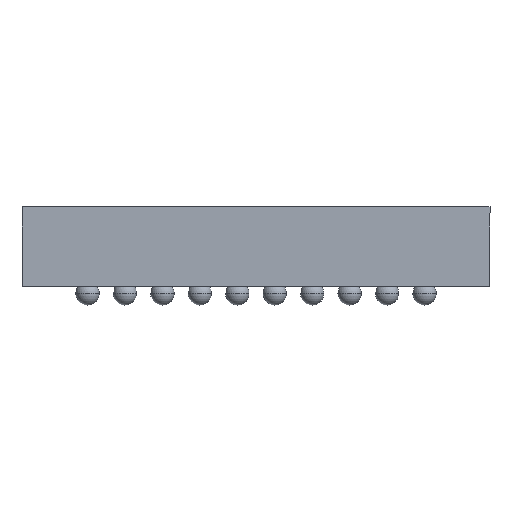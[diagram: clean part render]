
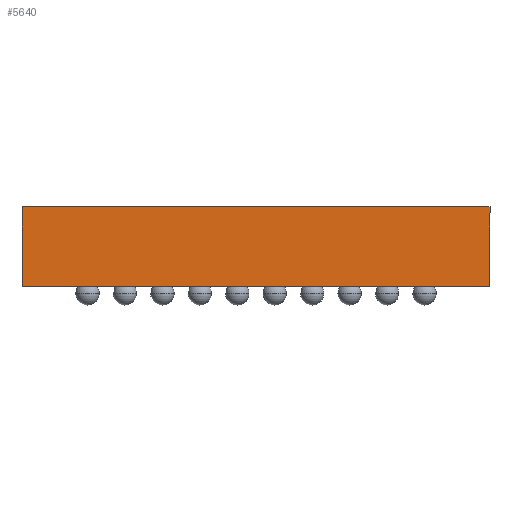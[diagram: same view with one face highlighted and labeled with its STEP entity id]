
A CAD part, left-side view. The second image highlights one B-rep face of the part: STEP entity #5640.
In plain terms, the highlighted planar face has unit normal (-1, 0, 0).
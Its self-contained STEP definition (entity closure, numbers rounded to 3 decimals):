
#116 = DIRECTION ( 'NONE',  ( 0., -1., 0. ) ) ;
#198 = EDGE_CURVE ( 'NONE', #1564, #2117, #2952, .T. ) ;
#267 = CARTESIAN_POINT ( 'NONE',  ( -5., 5., 0. ) ) ;
#449 = EDGE_CURVE ( 'NONE', #1564, #5739, #3616, .T. ) ;
#597 = CARTESIAN_POINT ( 'NONE',  ( -5., -5., 0. ) ) ;
#878 = CARTESIAN_POINT ( 'NONE',  ( -5., 4.4, 1.7 ) ) ;
#879 = VERTEX_POINT ( 'NONE', #267 ) ;
#959 = CARTESIAN_POINT ( 'NONE',  ( -5., -5., 1.7 ) ) ;
#1149 = EDGE_CURVE ( 'NONE', #1748, #879, #9889, .T. ) ;
#1269 = VECTOR ( 'NONE', #7245, 1000. ) ;
#1362 = CARTESIAN_POINT ( 'NONE',  ( -5., 5., 1.7 ) ) ;
#1429 = DIRECTION ( 'NONE',  ( 0., -1., 0. ) ) ;
#1564 = VERTEX_POINT ( 'NONE', #878 ) ;
#1681 = ORIENTED_EDGE ( 'NONE', *, *, #2062, .F. ) ;
#1729 = EDGE_CURVE ( 'NONE', #5739, #5064, #3030, .T. ) ;
#1748 = VERTEX_POINT ( 'NONE', #8984 ) ;
#2062 = EDGE_CURVE ( 'NONE', #1748, #2117, #3013, .T. ) ;
#2117 = VERTEX_POINT ( 'NONE', #10559 ) ;
#2428 = ORIENTED_EDGE ( 'NONE', *, *, #198, .T. ) ;
#2646 = CARTESIAN_POINT ( 'NONE',  ( -5., -5., 1.7 ) ) ;
#2952 = LINE ( 'NONE', #3972, #1269 ) ;
#3013 = LINE ( 'NONE', #1362, #4419 ) ;
#3030 = LINE ( 'NONE', #9964, #6010 ) ;
#3078 = DIRECTION ( 'NONE',  ( 0., -1., 0. ) ) ;
#3138 = DIRECTION ( 'NONE',  ( 0., 0., -1. ) ) ;
#3267 = DIRECTION ( 'NONE',  ( 1., 0., 0. ) ) ;
#3512 = EDGE_LOOP ( 'NONE', ( #6622, #2428, #1681, #8670, #9378, #4181 ) ) ;
#3616 = LINE ( 'NONE', #4357, #3758 ) ;
#3758 = VECTOR ( 'NONE', #116, 1000. ) ;
#3972 = CARTESIAN_POINT ( 'NONE',  ( -5., 4.4, 0.99 ) ) ;
#4175 = PLANE ( 'NONE',  #10444 ) ;
#4181 = ORIENTED_EDGE ( 'NONE', *, *, #1729, .F. ) ;
#4357 = CARTESIAN_POINT ( 'NONE',  ( -5., -5., 1.7 ) ) ;
#4419 = VECTOR ( 'NONE', #3078, 1000. ) ;
#5064 = VERTEX_POINT ( 'NONE', #10861 ) ;
#5276 = EDGE_CURVE ( 'NONE', #879, #5064, #6444, .T. ) ;
#5640 = ADVANCED_FACE ( 'NONE', ( #10025 ), #4175, .F. ) ;
#5700 = DIRECTION ( 'NONE',  ( 0., 0., -1. ) ) ;
#5739 = VERTEX_POINT ( 'NONE', #959 ) ;
#6010 = VECTOR ( 'NONE', #3138, 1000. ) ;
#6369 = CARTESIAN_POINT ( 'NONE',  ( -5., 5., 1.7 ) ) ;
#6444 = LINE ( 'NONE', #597, #10263 ) ;
#6622 = ORIENTED_EDGE ( 'NONE', *, *, #449, .F. ) ;
#7245 = DIRECTION ( 'NONE',  ( 0., 0., 1. ) ) ;
#7554 = DIRECTION ( 'NONE',  ( 0., 1., 0. ) ) ;
#8670 = ORIENTED_EDGE ( 'NONE', *, *, #1149, .T. ) ;
#8984 = CARTESIAN_POINT ( 'NONE',  ( -5., 5., 1.7 ) ) ;
#9378 = ORIENTED_EDGE ( 'NONE', *, *, #5276, .T. ) ;
#9889 = LINE ( 'NONE', #6369, #10934 ) ;
#9964 = CARTESIAN_POINT ( 'NONE',  ( -5., -5., 1.7 ) ) ;
#10025 = FACE_OUTER_BOUND ( 'NONE', #3512, .T. ) ;
#10263 = VECTOR ( 'NONE', #1429, 1000. ) ;
#10444 = AXIS2_PLACEMENT_3D ( 'NONE', #2646, #3267, #7554 ) ;
#10559 = CARTESIAN_POINT ( 'NONE',  ( -5., 4.4, 1.7 ) ) ;
#10861 = CARTESIAN_POINT ( 'NONE',  ( -5., -5., 0. ) ) ;
#10934 = VECTOR ( 'NONE', #5700, 1000. ) ;
